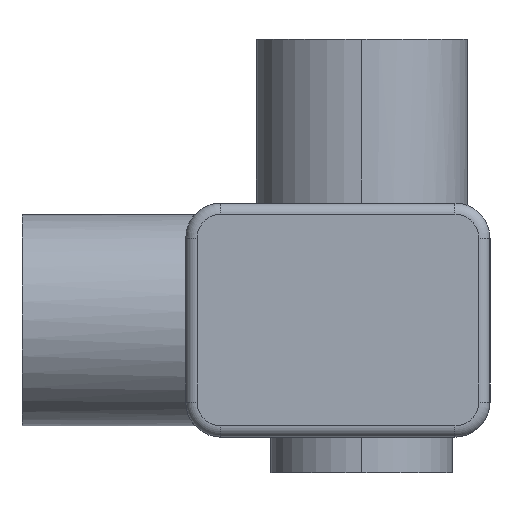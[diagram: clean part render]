
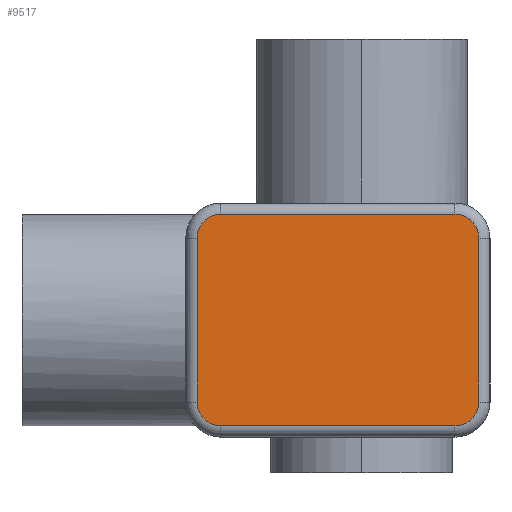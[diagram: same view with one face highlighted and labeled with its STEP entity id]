
A CAD part, left-side view. The second image highlights one B-rep face of the part: STEP entity #9517.
In plain terms, the highlighted planar face has unit normal (-1, 0, 0).
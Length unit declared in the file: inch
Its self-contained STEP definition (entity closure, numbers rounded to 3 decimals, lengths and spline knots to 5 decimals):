
#380 = AXIS2_PLACEMENT_3D ( 'NONE', #4843, #4968, #580 ) ;
#406 = CIRCLE ( 'NONE', #7377, 0.127 ) ;
#511 = AXIS2_PLACEMENT_3D ( 'NONE', #4612, #9308, #8224 ) ;
#580 = DIRECTION ( 'NONE',  ( 0., 0., 1. ) ) ;
#664 = VECTOR ( 'NONE', #5650, 39.37008 ) ;
#777 = CIRCLE ( 'NONE', #10040, 0.127 ) ;
#929 = CARTESIAN_POINT ( 'NONE',  ( -2.3255, -0.7525, -0.438 ) ) ;
#1089 = VERTEX_POINT ( 'NONE', #3273 ) ;
#1192 = CARTESIAN_POINT ( 'NONE',  ( -2.3255, 0.6255, 0.438 ) ) ;
#1224 = CARTESIAN_POINT ( 'NONE',  ( -2.3255, 0.7525, -0.438 ) ) ;
#1456 = LINE ( 'NONE', #5852, #8722 ) ;
#1475 = DIRECTION ( 'NONE',  ( 0., 0., 1. ) ) ;
#1686 = DIRECTION ( 'NONE',  ( -1., 0., 0. ) ) ;
#1926 = EDGE_CURVE ( 'NONE', #9800, #1089, #4509, .T. ) ;
#2036 = CARTESIAN_POINT ( 'NONE',  ( -2.3255, -0.6255, -0.565 ) ) ;
#2068 = ORIENTED_EDGE ( 'NONE', *, *, #5447, .T. ) ;
#2239 = CARTESIAN_POINT ( 'NONE',  ( -2.3255, 0.7525, 0.438 ) ) ;
#2913 = FACE_OUTER_BOUND ( 'NONE', #5185, .T. ) ;
#2979 = CARTESIAN_POINT ( 'NONE',  ( -2.3255, 0.7525, -0.438 ) ) ;
#3027 = ORIENTED_EDGE ( 'NONE', *, *, #5543, .T. ) ;
#3249 = VECTOR ( 'NONE', #6753, 39.37008 ) ;
#3273 = CARTESIAN_POINT ( 'NONE',  ( -2.3255, -0.6255, 0.565 ) ) ;
#3278 = VERTEX_POINT ( 'NONE', #4641 ) ;
#3310 = DIRECTION ( 'NONE',  ( -1., 0., 0. ) ) ;
#3517 = DIRECTION ( 'NONE',  ( 0., 0., 1. ) ) ;
#3683 = ORIENTED_EDGE ( 'NONE', *, *, #3884, .T. ) ;
#3818 = VERTEX_POINT ( 'NONE', #2036 ) ;
#3884 = EDGE_CURVE ( 'NONE', #3278, #8721, #4925, .T. ) ;
#4243 = ORIENTED_EDGE ( 'NONE', *, *, #11549, .T. ) ;
#4509 = CIRCLE ( 'NONE', #380, 0.127 ) ;
#4612 = CARTESIAN_POINT ( 'NONE',  ( -2.3255, 0., 0. ) ) ;
#4620 = LINE ( 'NONE', #10312, #3249 ) ;
#4641 = CARTESIAN_POINT ( 'NONE',  ( -2.3255, 0.6255, 0.565 ) ) ;
#4717 = AXIS2_PLACEMENT_3D ( 'NONE', #1192, #3310, #1475 ) ;
#4819 = VERTEX_POINT ( 'NONE', #4929 ) ;
#4843 = CARTESIAN_POINT ( 'NONE',  ( -2.3255, -0.6255, 0.438 ) ) ;
#4925 = CIRCLE ( 'NONE', #4717, 0.127 ) ;
#4929 = CARTESIAN_POINT ( 'NONE',  ( -2.3255, 0.6255, -0.565 ) ) ;
#4968 = DIRECTION ( 'NONE',  ( -1., 0., 0. ) ) ;
#5185 = EDGE_LOOP ( 'NONE', ( #10227, #3027, #3683, #6874, #4243, #10622, #2068, #10147 ) ) ;
#5447 = EDGE_CURVE ( 'NONE', #3818, #9871, #777, .T. ) ;
#5543 = EDGE_CURVE ( 'NONE', #1089, #3278, #4620, .T. ) ;
#5650 = DIRECTION ( 'NONE',  ( 0., 0., -1. ) ) ;
#5658 = CARTESIAN_POINT ( 'NONE',  ( -2.3255, -0.7525, 0.438 ) ) ;
#5852 = CARTESIAN_POINT ( 'NONE',  ( -2.3255, -0.6255, -0.565 ) ) ;
#6198 = VECTOR ( 'NONE', #7800, 39.37008 ) ;
#6346 = EDGE_CURVE ( 'NONE', #4819, #3818, #1456, .T. ) ;
#6599 = LINE ( 'NONE', #5658, #6198 ) ;
#6753 = DIRECTION ( 'NONE',  ( 0., 1., 0. ) ) ;
#6874 = ORIENTED_EDGE ( 'NONE', *, *, #8144, .T. ) ;
#7142 = CARTESIAN_POINT ( 'NONE',  ( -2.3255, -0.7525, 0.438 ) ) ;
#7377 = AXIS2_PLACEMENT_3D ( 'NONE', #11514, #1686, #3517 ) ;
#7472 = LINE ( 'NONE', #2979, #664 ) ;
#7800 = DIRECTION ( 'NONE',  ( 0., 0., 1. ) ) ;
#7873 = VERTEX_POINT ( 'NONE', #1224 ) ;
#8144 = EDGE_CURVE ( 'NONE', #8721, #7873, #7472, .T. ) ;
#8224 = DIRECTION ( 'NONE',  ( 0., 0., 1. ) ) ;
#8232 = DIRECTION ( 'NONE',  ( -1., 0., 0. ) ) ;
#8298 = CARTESIAN_POINT ( 'NONE',  ( -2.3255, -0.6255, -0.438 ) ) ;
#8721 = VERTEX_POINT ( 'NONE', #2239 ) ;
#8722 = VECTOR ( 'NONE', #9344, 39.37008 ) ;
#9120 = PLANE ( 'NONE',  #511 ) ;
#9308 = DIRECTION ( 'NONE',  ( -1., 0., 0. ) ) ;
#9344 = DIRECTION ( 'NONE',  ( 0., -1., 0. ) ) ;
#9517 = ADVANCED_FACE ( 'NONE', ( #2913 ), #9120, .T. ) ;
#9800 = VERTEX_POINT ( 'NONE', #7142 ) ;
#9871 = VERTEX_POINT ( 'NONE', #929 ) ;
#10040 = AXIS2_PLACEMENT_3D ( 'NONE', #8298, #8232, #11680 ) ;
#10147 = ORIENTED_EDGE ( 'NONE', *, *, #10721, .T. ) ;
#10227 = ORIENTED_EDGE ( 'NONE', *, *, #1926, .T. ) ;
#10312 = CARTESIAN_POINT ( 'NONE',  ( -2.3255, 0.6255, 0.565 ) ) ;
#10622 = ORIENTED_EDGE ( 'NONE', *, *, #6346, .T. ) ;
#10721 = EDGE_CURVE ( 'NONE', #9871, #9800, #6599, .T. ) ;
#11514 = CARTESIAN_POINT ( 'NONE',  ( -2.3255, 0.6255, -0.438 ) ) ;
#11549 = EDGE_CURVE ( 'NONE', #7873, #4819, #406, .T. ) ;
#11680 = DIRECTION ( 'NONE',  ( 0., 0., 1. ) ) ;
